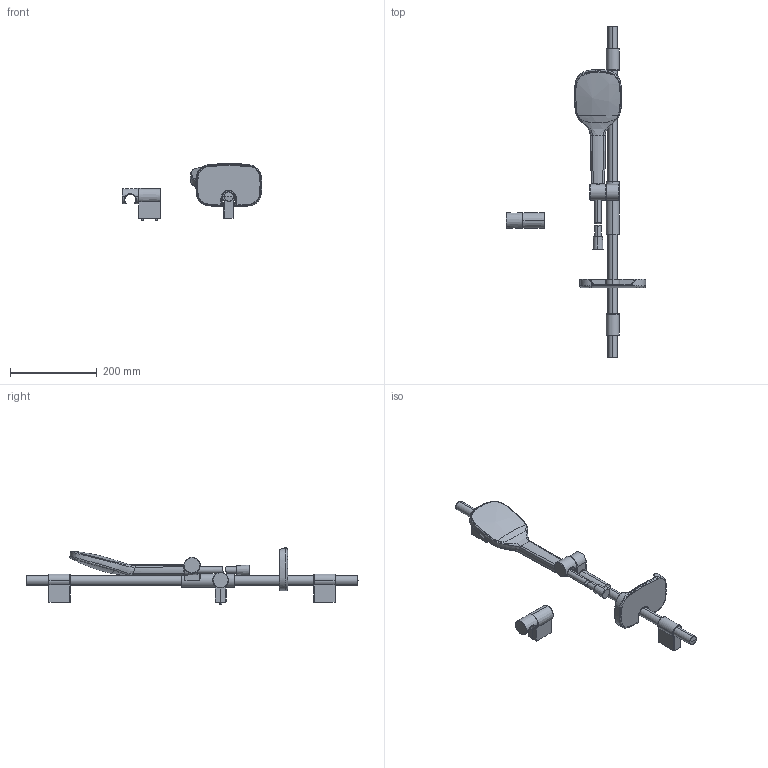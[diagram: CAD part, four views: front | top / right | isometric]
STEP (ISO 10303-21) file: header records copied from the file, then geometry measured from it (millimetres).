
FILE_DESCRIPTION (( 'STEP AP203' ), '1' );
FILE_NAME ('84370210.STEP', '2018-03-21T12:51:20', ( '' ), ( '' ), 'SwSTEP 2.0', 'SolidWorks 2016', '' );
FILE_SCHEMA (( 'CONFIG_CONTROL_DESIGN' ));
Length unit declared in the file: millimetre
Products named in the file (1): 84370210
Bounding box: 321.46 x 764 x 131.13 mm (x, y, z)
Volume: 1205337.3 mm3; surface area: 213555.7 mm2
Topology: 11 solids, 11 shells, 269 faces, 612 edges, 362 vertices
Faces by surface type: bspline 94, cylinder 60, torus 48, plane 41, cone 18, sphere 8
Entity records: 35454 total; most frequent: CARTESIAN_POINT 30073, ORIENTED_EDGE 1204, DIRECTION 954, EDGE_CURVE 602, AXIS2_PLACEMENT_3D 420, VERTEX_POINT 362, EDGE_LOOP 276, ADVANCED_FACE 269
